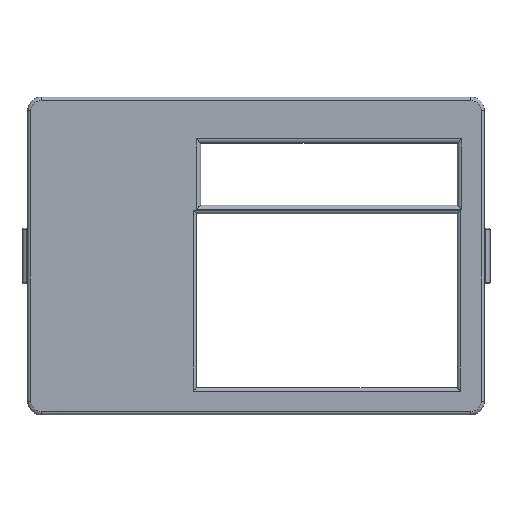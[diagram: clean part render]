
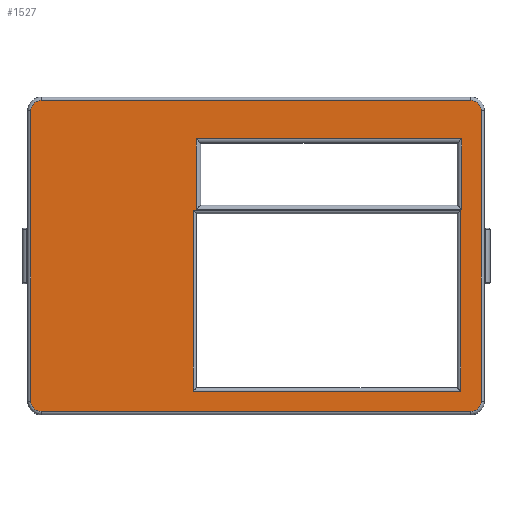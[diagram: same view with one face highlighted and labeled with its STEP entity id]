
A CAD part, top view. The second image highlights one B-rep face of the part: STEP entity #1527.
In plain terms, the highlighted planar face has unit normal (0, 0, 1).
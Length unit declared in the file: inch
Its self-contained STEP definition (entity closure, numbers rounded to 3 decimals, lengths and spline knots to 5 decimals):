
#123=CIRCLE('',#1695,0.095);
#124=CIRCLE('',#1696,0.095);
#125=CIRCLE('',#1697,0.095);
#126=CIRCLE('',#1698,0.095);
#181=FACE_BOUND('',#357,.T.);
#182=FACE_BOUND('',#358,.T.);
#257=FACE_OUTER_BOUND('',#356,.T.);
#356=EDGE_LOOP('',(#1291,#1292,#1293,#1294,#1295,#1296,#1297,#1298));
#357=EDGE_LOOP('',(#1299,#1300,#1301,#1302));
#358=EDGE_LOOP('',(#1303,#1304,#1305,#1306));
#422=LINE('',#2441,#544);
#436=LINE('',#2622,#558);
#471=LINE('',#2771,#593);
#473=LINE('',#2779,#595);
#475=LINE('',#2785,#597);
#478=LINE('',#2791,#600);
#482=LINE('',#2803,#604);
#483=LINE('',#2807,#605);
#484=LINE('',#2810,#606);
#485=LINE('',#2812,#607);
#486=LINE('',#2814,#608);
#487=LINE('',#2815,#609);
#544=VECTOR('',#1825,0.3937);
#558=VECTOR('',#1873,0.3937);
#593=VECTOR('',#2068,0.3937);
#595=VECTOR('',#2076,0.3937);
#597=VECTOR('',#2082,0.3937);
#600=VECTOR('',#2089,0.3937);
#604=VECTOR('',#2103,0.3937);
#605=VECTOR('',#2108,0.3937);
#606=VECTOR('',#2109,0.3937);
#607=VECTOR('',#2110,0.3937);
#608=VECTOR('',#2111,0.3937);
#609=VECTOR('',#2112,0.3937);
#669=VERTEX_POINT('',#2438);
#670=VERTEX_POINT('',#2440);
#693=VERTEX_POINT('',#2619);
#694=VERTEX_POINT('',#2621);
#727=VERTEX_POINT('',#2769);
#728=VERTEX_POINT('',#2770);
#731=VERTEX_POINT('',#2778);
#733=VERTEX_POINT('',#2784);
#735=VERTEX_POINT('',#2798);
#736=VERTEX_POINT('',#2800);
#737=VERTEX_POINT('',#2802);
#738=VERTEX_POINT('',#2805);
#739=VERTEX_POINT('',#2808);
#740=VERTEX_POINT('',#2809);
#741=VERTEX_POINT('',#2811);
#742=VERTEX_POINT('',#2813);
#812=EDGE_CURVE('',#669,#670,#422,.T.);
#845=EDGE_CURVE('',#693,#694,#436,.T.);
#919=EDGE_CURVE('',#727,#728,#471,.T.);
#923=EDGE_CURVE('',#728,#731,#473,.T.);
#926=EDGE_CURVE('',#731,#733,#475,.T.);
#930=EDGE_CURVE('',#733,#727,#478,.T.);
#934=EDGE_CURVE('',#670,#735,#123,.T.);
#935=EDGE_CURVE('',#736,#669,#124,.T.);
#936=EDGE_CURVE('',#737,#736,#482,.T.);
#937=EDGE_CURVE('',#694,#737,#125,.T.);
#938=EDGE_CURVE('',#738,#693,#126,.T.);
#939=EDGE_CURVE('',#735,#738,#483,.T.);
#940=EDGE_CURVE('',#739,#740,#484,.T.);
#941=EDGE_CURVE('',#741,#739,#485,.T.);
#942=EDGE_CURVE('',#742,#741,#486,.T.);
#943=EDGE_CURVE('',#740,#742,#487,.T.);
#1291=ORIENTED_EDGE('',*,*,#934,.F.);
#1292=ORIENTED_EDGE('',*,*,#812,.F.);
#1293=ORIENTED_EDGE('',*,*,#935,.F.);
#1294=ORIENTED_EDGE('',*,*,#936,.F.);
#1295=ORIENTED_EDGE('',*,*,#937,.F.);
#1296=ORIENTED_EDGE('',*,*,#845,.F.);
#1297=ORIENTED_EDGE('',*,*,#938,.F.);
#1298=ORIENTED_EDGE('',*,*,#939,.F.);
#1299=ORIENTED_EDGE('',*,*,#940,.F.);
#1300=ORIENTED_EDGE('',*,*,#941,.F.);
#1301=ORIENTED_EDGE('',*,*,#942,.F.);
#1302=ORIENTED_EDGE('',*,*,#943,.F.);
#1303=ORIENTED_EDGE('',*,*,#919,.F.);
#1304=ORIENTED_EDGE('',*,*,#930,.F.);
#1305=ORIENTED_EDGE('',*,*,#926,.F.);
#1306=ORIENTED_EDGE('',*,*,#923,.F.);
#1444=PLANE('',#1694);
#1527=ADVANCED_FACE('',(#257,#181,#182),#1444,.T.);
#1694=AXIS2_PLACEMENT_3D('',#2797,#2097,#2098);
#1695=AXIS2_PLACEMENT_3D('',#2799,#2099,#2100);
#1696=AXIS2_PLACEMENT_3D('',#2801,#2101,#2102);
#1697=AXIS2_PLACEMENT_3D('',#2804,#2104,#2105);
#1698=AXIS2_PLACEMENT_3D('',#2806,#2106,#2107);
#1825=DIRECTION('',(0.,-1.,0.));
#1873=DIRECTION('',(0.,1.,0.));
#2068=DIRECTION('',(0.,1.,0.));
#2076=DIRECTION('',(-1.,0.,0.));
#2082=DIRECTION('',(0.,-1.,0.));
#2089=DIRECTION('',(1.,0.,0.));
#2097=DIRECTION('center_axis',(0.,0.,1.));
#2098=DIRECTION('ref_axis',(1.,0.,0.));
#2099=DIRECTION('center_axis',(0.,0.,-1.));
#2100=DIRECTION('ref_axis',(0.707,-0.707,0.));
#2101=DIRECTION('center_axis',(0.,0.,-1.));
#2102=DIRECTION('ref_axis',(0.707,0.707,0.));
#2103=DIRECTION('',(1.,0.,0.));
#2104=DIRECTION('center_axis',(0.,0.,-1.));
#2105=DIRECTION('ref_axis',(-0.707,0.707,0.));
#2106=DIRECTION('center_axis',(0.,0.,-1.));
#2107=DIRECTION('ref_axis',(-0.707,-0.707,0.));
#2108=DIRECTION('',(-1.,0.,0.));
#2109=DIRECTION('',(1.,0.,0.));
#2110=DIRECTION('',(0.,-1.,0.));
#2111=DIRECTION('',(-1.,0.,0.));
#2112=DIRECTION('',(0.,1.,0.));
#2438=CARTESIAN_POINT('',(-1.2621,1.1336,-2.14557));
#2440=CARTESIAN_POINT('',(-1.2621,-1.4934,-2.14557));
#2441=CARTESIAN_POINT('',(-1.2621,-0.89915,-2.14557));
#2619=CARTESIAN_POINT('',(-5.3391,-1.4934,-2.14557));
#2621=CARTESIAN_POINT('',(-5.3391,1.1336,-2.14557));
#2622=CARTESIAN_POINT('',(-5.3391,0.53935,-2.14557));
#2769=CARTESIAN_POINT('',(-1.43776,0.24065,-2.14557));
#2770=CARTESIAN_POINT('',(-1.43776,0.8797,-2.14557));
#2771=CARTESIAN_POINT('',(-1.43776,0.3299,-2.14557));
#2778=CARTESIAN_POINT('',(-3.84059,0.8797,-2.14557));
#2779=CARTESIAN_POINT('',(-3.55059,0.8797,-2.14557));
#2784=CARTESIAN_POINT('',(-3.84059,0.24065,-2.14557));
#2785=CARTESIAN_POINT('',(-3.84059,0.05038,-2.14557));
#2791=CARTESIAN_POINT('',(-2.38918,0.24065,-2.14557));
#2797=CARTESIAN_POINT('Origin',(-3.3006,-0.1799,-2.14557));
#2798=CARTESIAN_POINT('',(-1.3571,-1.5884,-2.14557));
#2799=CARTESIAN_POINT('Origin',(-1.3571,-1.4934,-2.14557));
#2800=CARTESIAN_POINT('',(-1.3571,1.2286,-2.14557));
#2801=CARTESIAN_POINT('Origin',(-1.3571,1.1336,-2.14557));
#2802=CARTESIAN_POINT('',(-5.2441,1.2286,-2.14557));
#2803=CARTESIAN_POINT('',(-2.26635,1.2286,-2.14557));
#2804=CARTESIAN_POINT('Origin',(-5.2441,1.1336,-2.14557));
#2805=CARTESIAN_POINT('',(-5.2441,-1.5884,-2.14557));
#2806=CARTESIAN_POINT('Origin',(-5.2441,-1.4934,-2.14557));
#2807=CARTESIAN_POINT('',(-4.33485,-1.5884,-2.14557));
#2808=CARTESIAN_POINT('',(-3.86996,-1.40289,-2.14557));
#2809=CARTESIAN_POINT('',(-1.44776,-1.40289,-2.14557));
#2810=CARTESIAN_POINT('',(-2.38918,-1.40289,-2.14557));
#2811=CARTESIAN_POINT('',(-3.86996,0.23191,-2.14557));
#2812=CARTESIAN_POINT('',(-3.86996,-0.7764,-2.14557));
#2813=CARTESIAN_POINT('',(-1.44776,0.23191,-2.14557));
#2814=CARTESIAN_POINT('',(-3.57028,0.23191,-2.14557));
#2815=CARTESIAN_POINT('',(-1.44776,0.01101,-2.14557));
